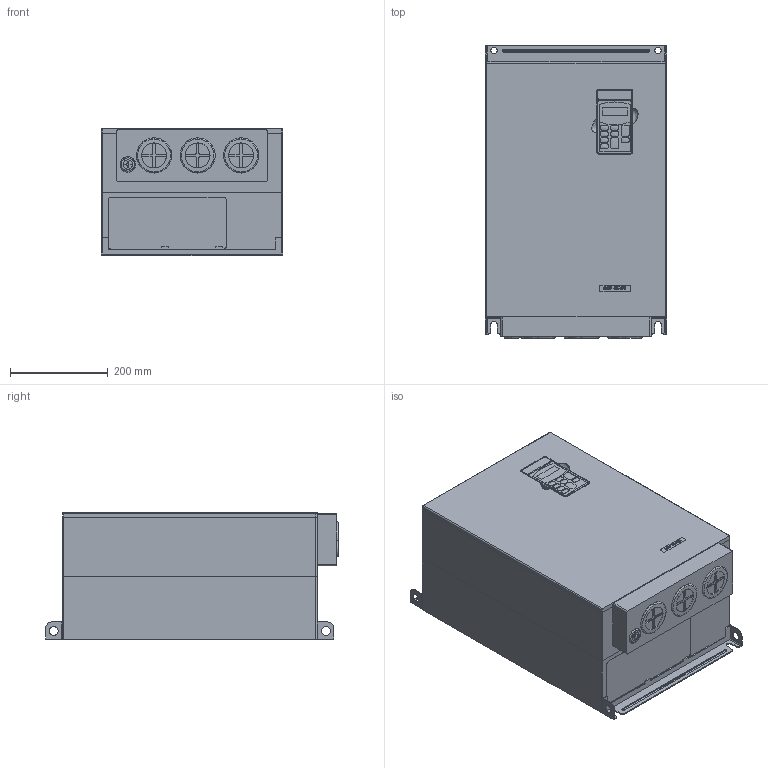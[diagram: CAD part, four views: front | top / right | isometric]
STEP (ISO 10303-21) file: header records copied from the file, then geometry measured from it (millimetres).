
FILE_DESCRIPTION (( 'STEP AP214' ), '1' );
FILE_NAME ('GS3-4040.step', '2014-07-21T20:33:48', ( '' ), ( '' ), 'SwSTEP 2.0', 'SolidWorks 2013', '' );
FILE_SCHEMA (( 'AUTOMOTIVE_DESIGN' ));
Length unit declared in the file: inch
Products named in the file (1): GS3-4040
Bounding box: 370.08 x 598.12 x 261.02 mm (x, y, z)
Volume: 50930277.8 mm3; surface area: 1178808 mm2
Topology: 3 solids, 7 shells, 873 faces, 2246 edges, 1452 vertices
Faces by surface type: plane 494, cylinder 189, bspline 160, torus 24, sphere 6
Entity records: 48933 total; most frequent: CARTESIAN_POINT 19174, ORIENTED_EDGE 4480, DIRECTION 3670, EDGE_CURVE 2240, VECTOR 1466, LINE 1466, VERTEX_POINT 1452, AXIS2_PLACEMENT_3D 1102
